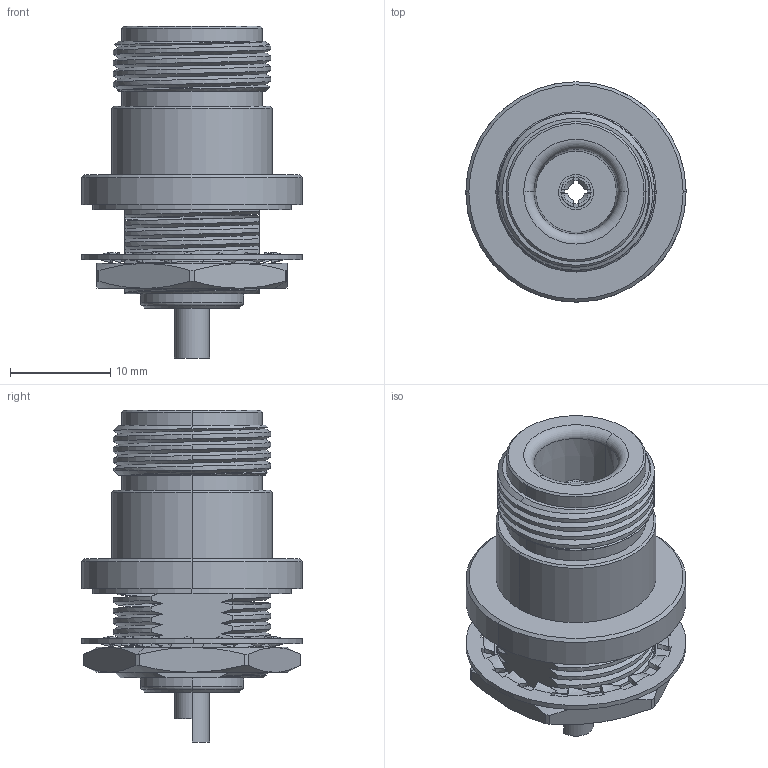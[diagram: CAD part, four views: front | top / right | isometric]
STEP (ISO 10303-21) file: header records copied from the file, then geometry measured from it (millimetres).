
FILE_DESCRIPTION (( 'STEP AP214' ), '1' );
FILE_NAME ('25-355-B3.STEP', '2025-02-27T20:03:23', ( '' ), ( '' ), 'SwSTEP 2.0', 'SolidWorks 2024', '' );
FILE_SCHEMA (( 'AUTOMOTIVE_DESIGN' ));
Length unit declared in the file: millimetre
Products named in the file (1): 25-355-B3
Bounding box: 22 x 22 x 33.16 mm (x, y, z)
Surface area: 3810.2 mm2 (no closed solid volume)
Topology: 0 solids, 10 shells, 264 faces, 837 edges, 553 vertices
Faces by surface type: bspline 80, plane 70, cylinder 61, cone 49, torus 4
Entity records: 18703 total; most frequent: CARTESIAN_POINT 12449, ORIENTED_EDGE 1433, DIRECTION 967, EDGE_CURVE 837, VERTEX_POINT 553, AXIS2_PLACEMENT_3D 358, B_SPLINE_CURVE_WITH_KNOTS 344, EDGE_LOOP 279
